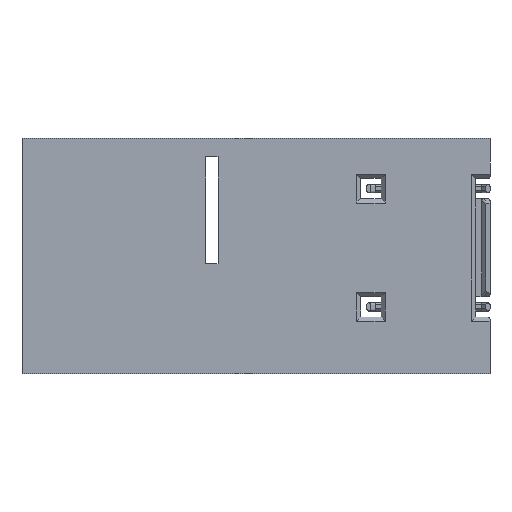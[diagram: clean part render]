
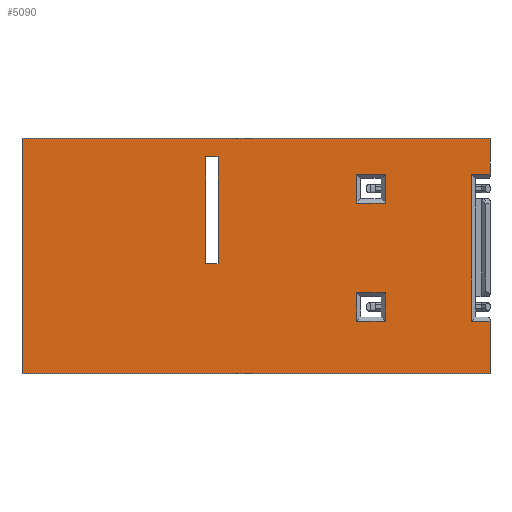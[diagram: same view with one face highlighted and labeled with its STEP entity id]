
A CAD part, front view. The second image highlights one B-rep face of the part: STEP entity #5090.
In plain terms, the highlighted planar face has unit normal (0, -1, 0).
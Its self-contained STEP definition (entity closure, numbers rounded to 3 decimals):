
#100=FACE_BOUND('',#678,.T.);
#101=FACE_BOUND('',#679,.T.);
#102=FACE_BOUND('',#680,.T.);
#154=PLANE('',#5520);
#338=FACE_OUTER_BOUND('',#677,.T.);
#677=EDGE_LOOP('',(#3858,#3859,#3860,#3861,#3862,#3863,#3864,#3865));
#678=EDGE_LOOP('',(#3866,#3867,#3868,#3869));
#679=EDGE_LOOP('',(#3870,#3871,#3872,#3873));
#680=EDGE_LOOP('',(#3874,#3875,#3876,#3877));
#1392=LINE('',#8147,#1806);
#1446=LINE('',#8279,#1860);
#1449=LINE('',#8285,#1863);
#1456=LINE('',#8295,#1870);
#1461=LINE('',#8309,#1875);
#1464=LINE('',#8314,#1878);
#1468=LINE('',#8320,#1882);
#1470=LINE('',#8323,#1884);
#1471=LINE('',#8328,#1885);
#1472=LINE('',#8330,#1886);
#1473=LINE('',#8332,#1887);
#1474=LINE('',#8333,#1888);
#1475=LINE('',#8336,#1889);
#1476=LINE('',#8338,#1890);
#1477=LINE('',#8340,#1891);
#1478=LINE('',#8341,#1892);
#1479=LINE('',#8344,#1893);
#1480=LINE('',#8346,#1894);
#1481=LINE('',#8348,#1895);
#1482=LINE('',#8349,#1896);
#1806=VECTOR('',#6376,10.);
#1860=VECTOR('',#6526,10.);
#1863=VECTOR('',#6531,10.);
#1870=VECTOR('',#6540,10.);
#1875=VECTOR('',#6559,10.);
#1878=VECTOR('',#6564,10.);
#1882=VECTOR('',#6570,10.);
#1884=VECTOR('',#6574,10.);
#1885=VECTOR('',#6581,10.);
#1886=VECTOR('',#6582,10.);
#1887=VECTOR('',#6583,10.);
#1888=VECTOR('',#6584,10.);
#1889=VECTOR('',#6585,10.);
#1890=VECTOR('',#6586,10.);
#1891=VECTOR('',#6587,10.);
#1892=VECTOR('',#6588,10.);
#1893=VECTOR('',#6589,10.);
#1894=VECTOR('',#6590,10.);
#1895=VECTOR('',#6591,10.);
#1896=VECTOR('',#6592,10.);
#2274=VERTEX_POINT('',#8144);
#2275=VERTEX_POINT('',#8146);
#2305=VERTEX_POINT('',#8278);
#2307=VERTEX_POINT('',#8284);
#2309=VERTEX_POINT('',#8294);
#2310=VERTEX_POINT('',#8307);
#2311=VERTEX_POINT('',#8308);
#2312=VERTEX_POINT('',#8313);
#2313=VERTEX_POINT('',#8319);
#2314=VERTEX_POINT('',#8327);
#2315=VERTEX_POINT('',#8329);
#2316=VERTEX_POINT('',#8331);
#2317=VERTEX_POINT('',#8334);
#2318=VERTEX_POINT('',#8335);
#2319=VERTEX_POINT('',#8337);
#2320=VERTEX_POINT('',#8339);
#2321=VERTEX_POINT('',#8342);
#2322=VERTEX_POINT('',#8343);
#2323=VERTEX_POINT('',#8345);
#2324=VERTEX_POINT('',#8347);
#2808=EDGE_CURVE('',#2275,#2274,#1392,.T.);
#2876=EDGE_CURVE('',#2275,#2305,#1446,.T.);
#2879=EDGE_CURVE('',#2305,#2307,#1449,.T.);
#2886=EDGE_CURVE('',#2307,#2309,#1456,.T.);
#2891=EDGE_CURVE('',#2310,#2311,#1461,.T.);
#2894=EDGE_CURVE('',#2311,#2312,#1464,.T.);
#2898=EDGE_CURVE('',#2312,#2313,#1468,.T.);
#2900=EDGE_CURVE('',#2313,#2310,#1470,.T.);
#2901=EDGE_CURVE('',#2274,#2314,#1471,.T.);
#2902=EDGE_CURVE('',#2314,#2315,#1472,.T.);
#2903=EDGE_CURVE('',#2315,#2316,#1473,.T.);
#2904=EDGE_CURVE('',#2316,#2309,#1474,.T.);
#2905=EDGE_CURVE('',#2317,#2318,#1475,.T.);
#2906=EDGE_CURVE('',#2319,#2317,#1476,.T.);
#2907=EDGE_CURVE('',#2320,#2319,#1477,.T.);
#2908=EDGE_CURVE('',#2318,#2320,#1478,.T.);
#2909=EDGE_CURVE('',#2321,#2322,#1479,.T.);
#2910=EDGE_CURVE('',#2322,#2323,#1480,.T.);
#2911=EDGE_CURVE('',#2323,#2324,#1481,.T.);
#2912=EDGE_CURVE('',#2324,#2321,#1482,.T.);
#3858=ORIENTED_EDGE('',*,*,#2876,.F.);
#3859=ORIENTED_EDGE('',*,*,#2808,.T.);
#3860=ORIENTED_EDGE('',*,*,#2901,.T.);
#3861=ORIENTED_EDGE('',*,*,#2902,.T.);
#3862=ORIENTED_EDGE('',*,*,#2903,.T.);
#3863=ORIENTED_EDGE('',*,*,#2904,.T.);
#3864=ORIENTED_EDGE('',*,*,#2886,.F.);
#3865=ORIENTED_EDGE('',*,*,#2879,.F.);
#3866=ORIENTED_EDGE('',*,*,#2905,.F.);
#3867=ORIENTED_EDGE('',*,*,#2906,.F.);
#3868=ORIENTED_EDGE('',*,*,#2907,.F.);
#3869=ORIENTED_EDGE('',*,*,#2908,.F.);
#3870=ORIENTED_EDGE('',*,*,#2909,.T.);
#3871=ORIENTED_EDGE('',*,*,#2910,.T.);
#3872=ORIENTED_EDGE('',*,*,#2911,.T.);
#3873=ORIENTED_EDGE('',*,*,#2912,.T.);
#3874=ORIENTED_EDGE('',*,*,#2891,.F.);
#3875=ORIENTED_EDGE('',*,*,#2900,.F.);
#3876=ORIENTED_EDGE('',*,*,#2898,.F.);
#3877=ORIENTED_EDGE('',*,*,#2894,.F.);
#5090=ADVANCED_FACE('',(#338,#100,#101,#102),#154,.T.);
#5520=AXIS2_PLACEMENT_3D('',#8326,#6579,#6580);
#6376=DIRECTION('',(0.,0.,1.));
#6526=DIRECTION('',(-1.,0.,0.));
#6531=DIRECTION('',(0.,0.,-1.));
#6540=DIRECTION('',(1.,0.,0.));
#6559=DIRECTION('',(1.,0.,0.));
#6564=DIRECTION('',(0.,0.,1.));
#6570=DIRECTION('',(-1.,0.,0.));
#6574=DIRECTION('',(0.,0.,-1.));
#6579=DIRECTION('center_axis',(0.,-1.,0.));
#6580=DIRECTION('ref_axis',(0.,0.,-1.));
#6581=DIRECTION('',(-1.,0.,0.));
#6582=DIRECTION('',(0.,0.,-1.));
#6583=DIRECTION('',(1.,0.,0.));
#6584=DIRECTION('',(0.,0.,1.));
#6585=DIRECTION('',(1.,0.,0.));
#6586=DIRECTION('',(0.,0.,-1.));
#6587=DIRECTION('',(-1.,0.,0.));
#6588=DIRECTION('',(0.,0.,1.));
#6589=DIRECTION('',(-1.,0.,0.));
#6590=DIRECTION('',(0.,0.,1.));
#6591=DIRECTION('',(1.,0.,0.));
#6592=DIRECTION('',(0.,0.,-1.));
#8144=CARTESIAN_POINT('',(160.,-6.,35.));
#8146=CARTESIAN_POINT('',(160.,-6.,17.5));
#8147=CARTESIAN_POINT('',(160.,-6.,-79.6));
#8278=CARTESIAN_POINT('',(151.,-6.,17.5));
#8279=CARTESIAN_POINT('',(99.5,-6.,17.5));
#8284=CARTESIAN_POINT('',(151.,-6.,-54.1));
#8285=CARTESIAN_POINT('',(151.,-6.,-37.2));
#8294=CARTESIAN_POINT('',(160.,-6.,-54.1));
#8295=CARTESIAN_POINT('',(103.,-6.,-54.1));
#8307=CARTESIAN_POINT('',(94.98,-6.,-54.1));
#8308=CARTESIAN_POINT('',(108.98,-6.,-54.1));
#8309=CARTESIAN_POINT('',(76.49,-6.,-54.1));
#8313=CARTESIAN_POINT('',(108.98,-6.,-40.1));
#8314=CARTESIAN_POINT('',(108.98,-6.,-32.2));
#8319=CARTESIAN_POINT('',(94.98,-6.,-40.1));
#8320=CARTESIAN_POINT('',(71.49,-6.,-40.1));
#8323=CARTESIAN_POINT('',(94.98,-6.,-37.2));
#8326=CARTESIAN_POINT('Origin',(46.,-6.,-22.3));
#8327=CARTESIAN_POINT('',(-68.,-6.,35.));
#8328=CARTESIAN_POINT('',(160.,-6.,35.));
#8329=CARTESIAN_POINT('',(-68.,-6.,-79.6));
#8330=CARTESIAN_POINT('',(-68.,-6.,35.));
#8331=CARTESIAN_POINT('',(160.,-6.,-79.6));
#8332=CARTESIAN_POINT('',(-68.,-6.,-79.6));
#8333=CARTESIAN_POINT('',(160.,-6.,-79.6));
#8334=CARTESIAN_POINT('',(94.98,-6.,3.5));
#8335=CARTESIAN_POINT('',(108.98,-6.,3.5));
#8336=CARTESIAN_POINT('',(76.49,-6.,3.5));
#8337=CARTESIAN_POINT('',(94.98,-6.,17.5));
#8338=CARTESIAN_POINT('',(94.98,-6.,-8.4));
#8339=CARTESIAN_POINT('',(108.98,-6.,17.5));
#8340=CARTESIAN_POINT('',(71.49,-6.,17.5));
#8341=CARTESIAN_POINT('',(108.98,-6.,-3.4));
#8342=CARTESIAN_POINT('',(27.5,-6.,-26.));
#8343=CARTESIAN_POINT('',(21.5,-6.,-26.));
#8344=CARTESIAN_POINT('',(33.75,-6.,-26.));
#8345=CARTESIAN_POINT('',(21.5,-6.,26.));
#8346=CARTESIAN_POINT('',(21.5,-6.,1.85));
#8347=CARTESIAN_POINT('',(27.5,-6.,26.));
#8348=CARTESIAN_POINT('',(36.75,-6.,26.));
#8349=CARTESIAN_POINT('',(27.5,-6.,-24.15));
